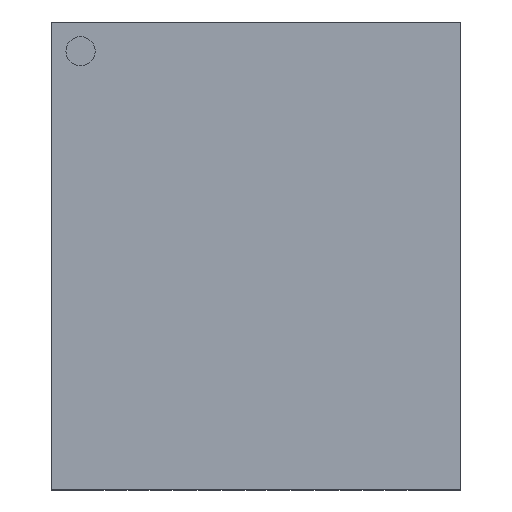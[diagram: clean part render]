
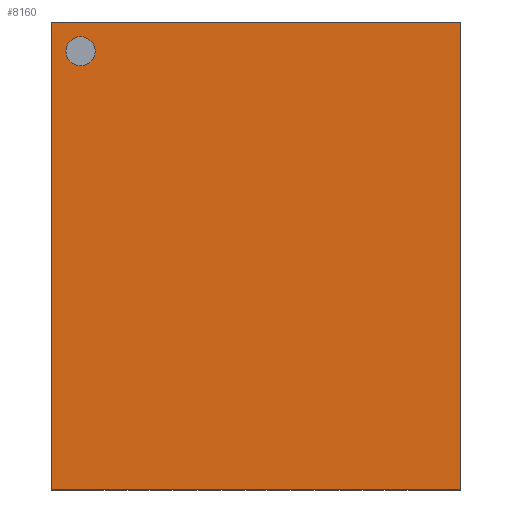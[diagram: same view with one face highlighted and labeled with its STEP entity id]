
A CAD part, top view. The second image highlights one B-rep face of the part: STEP entity #8160.
In plain terms, the highlighted planar face has unit normal (0, 0, 1).
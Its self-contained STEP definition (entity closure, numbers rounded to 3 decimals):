
#68=FACE_BOUND($,#1069,.T.);
#170=CIRCLE($,#8846,0.25);
#576=FACE_OUTER_BOUND($,#1068,.T.);
#1068=EDGE_LOOP($,(#6411,#6412,#6413,#6414));
#1069=EDGE_LOOP($,(#6415));
#1841=LINE($,#12764,#2805);
#1844=LINE($,#12769,#2808);
#1845=LINE($,#12778,#2809);
#1847=LINE($,#12781,#2811);
#2805=VECTOR($,#10316,8.);
#2808=VECTOR($,#10321,7.);
#2809=VECTOR($,#10332,7.);
#2811=VECTOR($,#10336,8.);
#3676=VERTEX_POINT($,#12761);
#3677=VERTEX_POINT($,#12763);
#3678=VERTEX_POINT($,#12767);
#3679=VERTEX_POINT($,#12771);
#3681=VERTEX_POINT($,#12777);
#4649=EDGE_CURVE($,#3677,#3676,#1841,.T.);
#4652=EDGE_CURVE($,#3676,#3678,#1844,.T.);
#4653=EDGE_CURVE($,#3679,#3679,#170,.T.);
#4655=EDGE_CURVE($,#3681,#3677,#1845,.T.);
#4657=EDGE_CURVE($,#3678,#3681,#1847,.T.);
#6411=ORIENTED_EDGE($,*,*,#4649,.T.);
#6412=ORIENTED_EDGE($,*,*,#4652,.T.);
#6413=ORIENTED_EDGE($,*,*,#4657,.T.);
#6414=ORIENTED_EDGE($,*,*,#4655,.T.);
#6415=ORIENTED_EDGE($,*,*,#4653,.T.);
#7721=PLANE($,#8851);
#8160=ADVANCED_FACE($,(#576,#68),#7721,.T.);
#8846=AXIS2_PLACEMENT_3D($,#12772,#10324,#10325);
#8851=AXIS2_PLACEMENT_3D($,#12782,#10337,#10338);
#10316=DIRECTION($,(0.,-1.,0.));
#10321=DIRECTION($,(1.,0.,0.));
#10324=DIRECTION('center_axis',(0.,0.,-1.));
#10325=DIRECTION('ref_axis',(-1.,0.,0.));
#10332=DIRECTION($,(-1.,0.,0.));
#10336=DIRECTION($,(0.,1.,0.));
#10337=DIRECTION('center_axis',(0.,0.,1.));
#10338=DIRECTION('ref_axis',(1.,0.,0.));
#12761=CARTESIAN_POINT('',(-3.5,-4.,0.75));
#12763=CARTESIAN_POINT('',(-3.5,4.,0.75));
#12764=CARTESIAN_POINT($,(-3.5,-4.,0.75));
#12767=CARTESIAN_POINT('',(3.5,-4.,0.75));
#12769=CARTESIAN_POINT($,(3.5,-4.,0.75));
#12771=CARTESIAN_POINT('',(-2.75,3.5,0.75));
#12772=CARTESIAN_POINT('Origin',(-3.,3.5,0.75));
#12777=CARTESIAN_POINT('',(3.5,4.,0.75));
#12778=CARTESIAN_POINT($,(-3.5,4.,0.75));
#12781=CARTESIAN_POINT($,(3.5,4.,0.75));
#12782=CARTESIAN_POINT('Origin',(0.,0.,
0.75));
